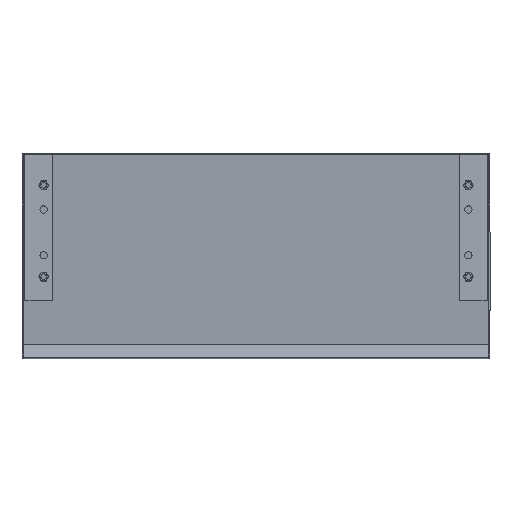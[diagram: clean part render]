
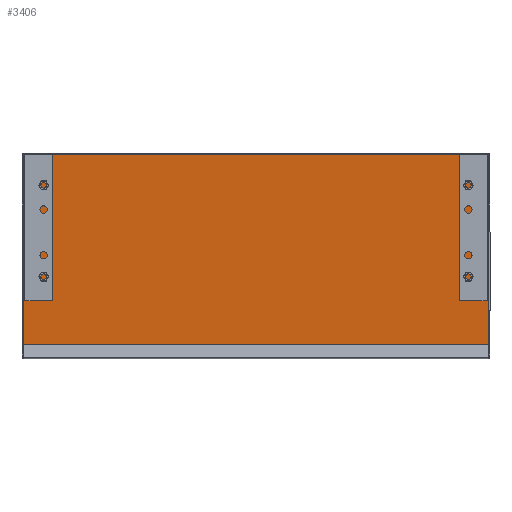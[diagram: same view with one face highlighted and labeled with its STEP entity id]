
A CAD part, left-side view. The second image highlights one B-rep face of the part: STEP entity #3406.
In plain terms, the highlighted face is planar.
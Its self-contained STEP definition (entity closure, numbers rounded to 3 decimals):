
#63 = VECTOR ( 'NONE', #2904, 1000. ) ;
#559 = AXIS2_PLACEMENT_3D ( 'NONE', #2354, #2360, #2361 ) ;
#629 = VECTOR ( 'NONE', #3959, 1000. ) ;
#675 = VECTOR ( 'NONE', #2901, 1000. ) ;
#676 = VECTOR ( 'NONE', #2892, 1000. ) ;
#919 = ORIENTED_EDGE ( 'NONE', *, *, #3649, .F. ) ;
#920 = ORIENTED_EDGE ( 'NONE', *, *, #3645, .F. ) ;
#921 = ORIENTED_EDGE ( 'NONE', *, *, #3326, .F. ) ;
#922 = ORIENTED_EDGE ( 'NONE', *, *, #3650, .F. ) ;
#1473 = CARTESIAN_POINT ( 'NONE',  ( 254.5, -1.5, -104.5 ) ) ;
#2076 = VERTEX_POINT ( 'NONE', #3995 ) ;
#2354 = CARTESIAN_POINT ( 'NONE',  ( 254.5, -1.5, -104.5 ) ) ;
#2357 = FACE_OUTER_BOUND ( 'NONE', #4337, .T. ) ;
#2358 = PLANE ( 'NONE',  #559 ) ;
#2360 = DIRECTION ( 'NONE',  ( 0., -1., 0. ) ) ;
#2361 = DIRECTION ( 'NONE',  ( 0., 0., -1. ) ) ;
#2889 = LINE ( 'NONE', #2900, #675 ) ;
#2890 = LINE ( 'NONE', #2891, #676 ) ;
#2891 = CARTESIAN_POINT ( 'NONE',  ( -254.5, -1.5, 104.5 ) ) ;
#2892 = DIRECTION ( 'NONE',  ( 1., 0., 0. ) ) ;
#2900 = CARTESIAN_POINT ( 'NONE',  ( 254.5, -1.5, 104.5 ) ) ;
#2901 = DIRECTION ( 'NONE',  ( 0., 0., -1. ) ) ;
#2902 = LINE ( 'NONE', #2903, #63 ) ;
#2903 = CARTESIAN_POINT ( 'NONE',  ( -254.5, -1.5, -104.5 ) ) ;
#2904 = DIRECTION ( 'NONE',  ( -1., 0., 0. ) ) ;
#3326 = EDGE_CURVE ( 'NONE', #4423, #2076, #3952, .T. ) ;
#3406 = ADVANCED_FACE ( 'NONE', ( #2357 ), #2358, .T. ) ;
#3645 = EDGE_CURVE ( 'NONE', #2076, #4410, #2890, .T. ) ;
#3649 = EDGE_CURVE ( 'NONE', #4410, #4363, #2889, .T. ) ;
#3650 = EDGE_CURVE ( 'NONE', #4363, #4423, #2902, .T. ) ;
#3950 = CARTESIAN_POINT ( 'NONE',  ( -254.5, -1.5, 104.5 ) ) ;
#3952 = LINE ( 'NONE', #3950, #629 ) ;
#3959 = DIRECTION ( 'NONE',  ( 0., 0., 1. ) ) ;
#3995 = CARTESIAN_POINT ( 'NONE',  ( -254.5, -1.5, 104.5 ) ) ;
#4337 = EDGE_LOOP ( 'NONE', ( #919, #920, #921, #922 ) ) ;
#4363 = VERTEX_POINT ( 'NONE', #1473 ) ;
#4410 = VERTEX_POINT ( 'NONE', #4660 ) ;
#4423 = VERTEX_POINT ( 'NONE', #4673 ) ;
#4660 = CARTESIAN_POINT ( 'NONE',  ( 254.5, -1.5, 104.5 ) ) ;
#4673 = CARTESIAN_POINT ( 'NONE',  ( -254.5, -1.5, -104.5 ) ) ;
